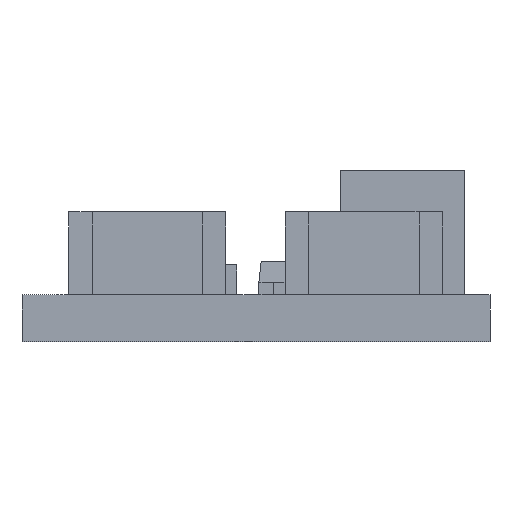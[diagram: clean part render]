
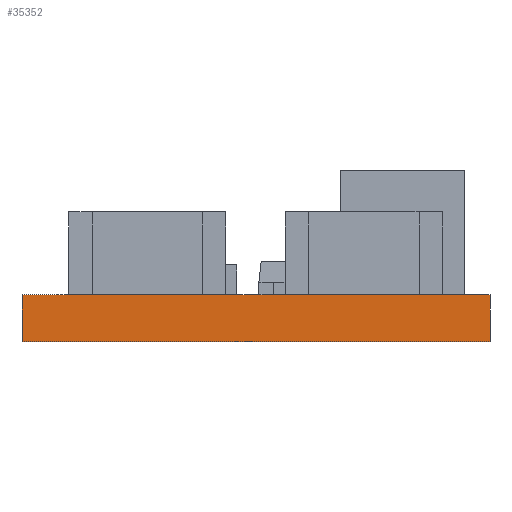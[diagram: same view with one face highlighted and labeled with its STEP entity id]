
A CAD part, front view. The second image highlights one B-rep face of the part: STEP entity #35352.
In plain terms, the highlighted planar face has unit normal (0, -1, 0).
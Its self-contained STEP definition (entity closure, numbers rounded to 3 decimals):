
#1459 = DIRECTION ( 'NONE',  ( 0., 0., -1. ) ) ;
#2114 = CARTESIAN_POINT ( 'NONE',  ( 0., 0., 0. ) ) ;
#2846 = DIRECTION ( 'NONE',  ( 0., 0., -1. ) ) ;
#3759 = ORIENTED_EDGE ( 'NONE', *, *, #19882, .F. ) ;
#5319 = VERTEX_POINT ( 'NONE', #21757 ) ;
#10445 = LINE ( 'NONE', #16465, #23919 ) ;
#11309 = VERTEX_POINT ( 'NONE', #23772 ) ;
#11730 = AXIS2_PLACEMENT_3D ( 'NONE', #20472, #28363, #31257 ) ;
#12937 = ORIENTED_EDGE ( 'NONE', *, *, #30767, .T. ) ;
#16410 = CARTESIAN_POINT ( 'NONE',  ( 0., 0., 0. ) ) ;
#16465 = CARTESIAN_POINT ( 'NONE',  ( 10.16, 0., 1.016 ) ) ;
#17614 = EDGE_LOOP ( 'NONE', ( #12937, #25034, #3759, #29454 ) ) ;
#19193 = EDGE_CURVE ( 'NONE', #11309, #23680, #25253, .T. ) ;
#19882 = EDGE_CURVE ( 'NONE', #11309, #34413, #29942, .T. ) ;
#20107 = PLANE ( 'NONE',  #11730 ) ;
#20472 = CARTESIAN_POINT ( 'NONE',  ( 0., 0., 1.016 ) ) ;
#21249 = CARTESIAN_POINT ( 'NONE',  ( 10.16, 0., 1.016 ) ) ;
#21757 = CARTESIAN_POINT ( 'NONE',  ( 10.16, 0., 0. ) ) ;
#23680 = VERTEX_POINT ( 'NONE', #16410 ) ;
#23772 = CARTESIAN_POINT ( 'NONE',  ( 0., 0., 1.016 ) ) ;
#23919 = VECTOR ( 'NONE', #2846, 1000. ) ;
#25034 = ORIENTED_EDGE ( 'NONE', *, *, #26501, .F. ) ;
#25178 = VECTOR ( 'NONE', #30147, 1000. ) ;
#25253 = LINE ( 'NONE', #34653, #34334 ) ;
#26501 = EDGE_CURVE ( 'NONE', #34413, #5319, #10445, .T. ) ;
#27110 = DIRECTION ( 'NONE',  ( 1., 0., 0. ) ) ;
#28363 = DIRECTION ( 'NONE',  ( 0., 1., 0. ) ) ;
#28774 = VECTOR ( 'NONE', #27110, 1000. ) ;
#29454 = ORIENTED_EDGE ( 'NONE', *, *, #19193, .T. ) ;
#29942 = LINE ( 'NONE', #31103, #25178 ) ;
#30147 = DIRECTION ( 'NONE',  ( 1., 0., 0. ) ) ;
#30767 = EDGE_CURVE ( 'NONE', #23680, #5319, #33947, .T. ) ;
#30790 = FACE_OUTER_BOUND ( 'NONE', #17614, .T. ) ;
#31103 = CARTESIAN_POINT ( 'NONE',  ( 0., 0., 1.016 ) ) ;
#31257 = DIRECTION ( 'NONE',  ( 0., 0., 1. ) ) ;
#33947 = LINE ( 'NONE', #2114, #28774 ) ;
#34334 = VECTOR ( 'NONE', #1459, 1000. ) ;
#34413 = VERTEX_POINT ( 'NONE', #21249 ) ;
#34653 = CARTESIAN_POINT ( 'NONE',  ( 0., 0., 1.016 ) ) ;
#35352 = ADVANCED_FACE ( 'NONE', ( #30790 ), #20107, .F. ) ;
